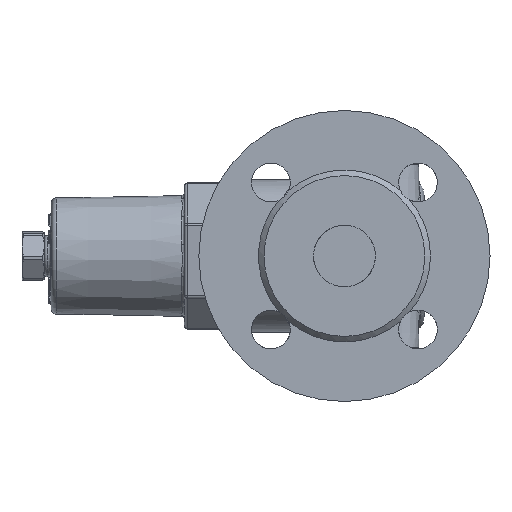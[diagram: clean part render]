
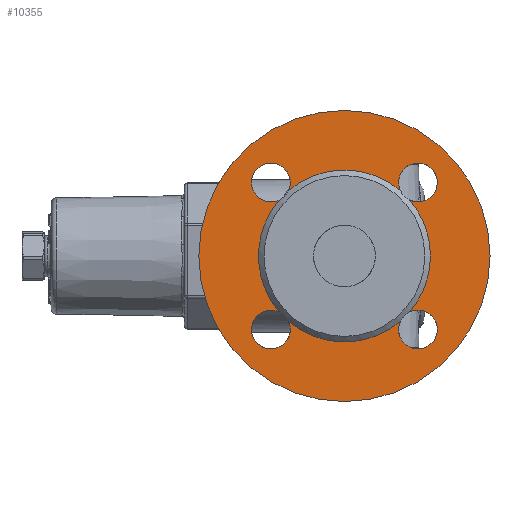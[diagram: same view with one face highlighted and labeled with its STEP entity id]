
A CAD part, left-side view. The second image highlights one B-rep face of the part: STEP entity #10355.
In plain terms, the highlighted planar face has unit normal (-1, 0, 0).
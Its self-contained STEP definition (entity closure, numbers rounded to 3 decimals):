
#1095=FACE_BOUND('',#2757,.T.);
#1151=CIRCLE('',#10498,7.);
#1152=CIRCLE('',#10499,7.);
#1153=CIRCLE('',#10501,7.);
#1154=CIRCLE('',#10502,7.);
#1155=CIRCLE('',#10504,7.);
#1156=CIRCLE('',#10505,7.);
#1157=CIRCLE('',#10507,7.);
#1158=CIRCLE('',#10508,7.);
#1491=CIRCLE('',#11122,52.5);
#1493=CIRCLE('',#11126,31.);
#1494=CIRCLE('',#11127,31.);
#1495=CIRCLE('',#11128,31.);
#1496=CIRCLE('',#11129,31.);
#1497=CIRCLE('',#11130,31.);
#2114=FACE_OUTER_BOUND('',#2756,.T.);
#2756=EDGE_LOOP('',(#9553));
#2757=EDGE_LOOP('',(#9554,#9555,#9556,#9557,#9558,#9559,#9560,#9561,#9562,
#9563,#9564,#9565,#9566));
#3807=VERTEX_POINT('',#13745);
#3808=VERTEX_POINT('',#13746);
#3809=VERTEX_POINT('',#13757);
#3812=VERTEX_POINT('',#13802);
#3813=VERTEX_POINT('',#13803);
#3814=VERTEX_POINT('',#13805);
#3817=VERTEX_POINT('',#13859);
#3818=VERTEX_POINT('',#13860);
#3819=VERTEX_POINT('',#13862);
#3822=VERTEX_POINT('',#13916);
#3823=VERTEX_POINT('',#13917);
#3824=VERTEX_POINT('',#13919);
#4719=VERTEX_POINT('',#36010);
#4721=VERTEX_POINT('',#36019);
#4892=EDGE_CURVE('',#3809,#3807,#1151,.T.);
#4896=EDGE_CURVE('',#3808,#3809,#1152,.T.);
#4897=EDGE_CURVE('',#3812,#3813,#1153,.T.);
#4899=EDGE_CURVE('',#3813,#3814,#1154,.T.);
#4903=EDGE_CURVE('',#3817,#3818,#1155,.T.);
#4905=EDGE_CURVE('',#3818,#3819,#1156,.T.);
#4909=EDGE_CURVE('',#3822,#3823,#1157,.T.);
#4911=EDGE_CURVE('',#3823,#3824,#1158,.T.);
#6341=EDGE_CURVE('',#4719,#4719,#1491,.T.);
#6343=EDGE_CURVE('',#3808,#3824,#1493,.T.);
#6344=EDGE_CURVE('',#3812,#3807,#1494,.T.);
#6345=EDGE_CURVE('',#4721,#3814,#1495,.T.);
#6346=EDGE_CURVE('',#3817,#4721,#1496,.T.);
#6347=EDGE_CURVE('',#3822,#3819,#1497,.T.);
#9553=ORIENTED_EDGE('',*,*,#6341,.T.);
#9554=ORIENTED_EDGE('',*,*,#4909,.T.);
#9555=ORIENTED_EDGE('',*,*,#4911,.T.);
#9556=ORIENTED_EDGE('',*,*,#6343,.F.);
#9557=ORIENTED_EDGE('',*,*,#4896,.T.);
#9558=ORIENTED_EDGE('',*,*,#4892,.T.);
#9559=ORIENTED_EDGE('',*,*,#6344,.F.);
#9560=ORIENTED_EDGE('',*,*,#4897,.T.);
#9561=ORIENTED_EDGE('',*,*,#4899,.T.);
#9562=ORIENTED_EDGE('',*,*,#6345,.F.);
#9563=ORIENTED_EDGE('',*,*,#6346,.F.);
#9564=ORIENTED_EDGE('',*,*,#4903,.T.);
#9565=ORIENTED_EDGE('',*,*,#4905,.T.);
#9566=ORIENTED_EDGE('',*,*,#6347,.F.);
#9741=PLANE('',#11125);
#10355=ADVANCED_FACE('',(#2114,#1095),#9741,.F.);
#10498=AXIS2_PLACEMENT_3D('',#13758,#11420,#11421);
#10499=AXIS2_PLACEMENT_3D('',#13800,#11423,#11424);
#10501=AXIS2_PLACEMENT_3D('',#13804,#11427,#11428);
#10502=AXIS2_PLACEMENT_3D('',#13816,#11429,#11430);
#10504=AXIS2_PLACEMENT_3D('',#13861,#11434,#11435);
#10505=AXIS2_PLACEMENT_3D('',#13873,#11436,#11437);
#10507=AXIS2_PLACEMENT_3D('',#13918,#11441,#11442);
#10508=AXIS2_PLACEMENT_3D('',#13930,#11443,#11444);
#11122=AXIS2_PLACEMENT_3D('',#36012,#12872,#12873);
#11125=AXIS2_PLACEMENT_3D('',#36016,#12878,#12879);
#11126=AXIS2_PLACEMENT_3D('',#36017,#12880,#12881);
#11127=AXIS2_PLACEMENT_3D('',#36018,#12882,#12883);
#11128=AXIS2_PLACEMENT_3D('',#36020,#12884,#12885);
#11129=AXIS2_PLACEMENT_3D('',#36021,#12886,#12887);
#11130=AXIS2_PLACEMENT_3D('',#36022,#12888,#12889);
#11420=DIRECTION('center_axis',(1.,0.,0.));
#11421=DIRECTION('ref_axis',(0.,0.,1.));
#11423=DIRECTION('center_axis',(1.,0.,0.));
#11424=DIRECTION('ref_axis',(0.,0.,1.));
#11427=DIRECTION('center_axis',(1.,0.,0.));
#11428=DIRECTION('ref_axis',(0.,-1.,0.));
#11429=DIRECTION('center_axis',(1.,0.,0.));
#11430=DIRECTION('ref_axis',(0.,-1.,0.));
#11434=DIRECTION('center_axis',(1.,0.,0.));
#11435=DIRECTION('ref_axis',(0.,0.,-1.));
#11436=DIRECTION('center_axis',(1.,0.,0.));
#11437=DIRECTION('ref_axis',(0.,0.,-1.));
#11441=DIRECTION('center_axis',(1.,0.,0.));
#11442=DIRECTION('ref_axis',(0.,1.,0.));
#11443=DIRECTION('center_axis',(1.,0.,0.));
#11444=DIRECTION('ref_axis',(0.,1.,0.));
#12872=DIRECTION('center_axis',(-1.,0.,0.));
#12873=DIRECTION('ref_axis',(0.,0.,1.));
#12878=DIRECTION('center_axis',(1.,0.,0.));
#12879=DIRECTION('ref_axis',(0.,0.,-1.));
#12880=DIRECTION('center_axis',(-1.,0.,0.));
#12881=DIRECTION('ref_axis',(0.,0.,1.));
#12882=DIRECTION('center_axis',(-1.,0.,0.));
#12883=DIRECTION('ref_axis',(0.,0.,1.));
#12884=DIRECTION('center_axis',(-1.,0.,0.));
#12885=DIRECTION('ref_axis',(0.,0.,1.));
#12886=DIRECTION('center_axis',(-1.,0.,0.));
#12887=DIRECTION('ref_axis',(0.,0.,1.));
#12888=DIRECTION('center_axis',(-1.,0.,0.));
#12889=DIRECTION('ref_axis',(0.,0.,1.));
#13745=CARTESIAN_POINT('',(-73.,20.188,23.526));
#13746=CARTESIAN_POINT('',(-73.,23.526,20.188));
#13757=CARTESIAN_POINT('',(-73.,26.517,19.517));
#13758=CARTESIAN_POINT('Origin',(-73.,26.517,26.517));
#13800=CARTESIAN_POINT('Origin',(-73.,26.517,26.517));
#13802=CARTESIAN_POINT('',(-73.,-20.188,23.526));
#13803=CARTESIAN_POINT('',(-73.,-19.517,26.517));
#13804=CARTESIAN_POINT('Origin',(-73.,-26.517,26.517));
#13805=CARTESIAN_POINT('',(-73.,-23.526,20.188));
#13816=CARTESIAN_POINT('Origin',(-73.,-26.517,26.517));
#13859=CARTESIAN_POINT('',(-73.,-23.526,-20.188));
#13860=CARTESIAN_POINT('',(-73.,-26.517,-19.517));
#13861=CARTESIAN_POINT('Origin',(-73.,-26.517,-26.517));
#13862=CARTESIAN_POINT('',(-73.,-20.188,-23.526));
#13873=CARTESIAN_POINT('Origin',(-73.,-26.517,-26.517));
#13916=CARTESIAN_POINT('',(-73.,20.188,-23.526));
#13917=CARTESIAN_POINT('',(-73.,19.517,-26.517));
#13918=CARTESIAN_POINT('Origin',(-73.,26.517,-26.517));
#13919=CARTESIAN_POINT('',(-73.,23.526,-20.188));
#13930=CARTESIAN_POINT('Origin',(-73.,26.517,-26.517));
#36010=CARTESIAN_POINT('',(-73.,-52.5,0.));
#36012=CARTESIAN_POINT('Origin',(-73.,0.,0.));
#36016=CARTESIAN_POINT('Origin',(-73.,52.5,0.));
#36017=CARTESIAN_POINT('Origin',(-73.,0.,0.));
#36018=CARTESIAN_POINT('Origin',(-73.,0.,0.));
#36019=CARTESIAN_POINT('',(-73.,-31.,0.));
#36020=CARTESIAN_POINT('Origin',(-73.,0.,0.));
#36021=CARTESIAN_POINT('Origin',(-73.,0.,0.));
#36022=CARTESIAN_POINT('Origin',(-73.,0.,0.));
